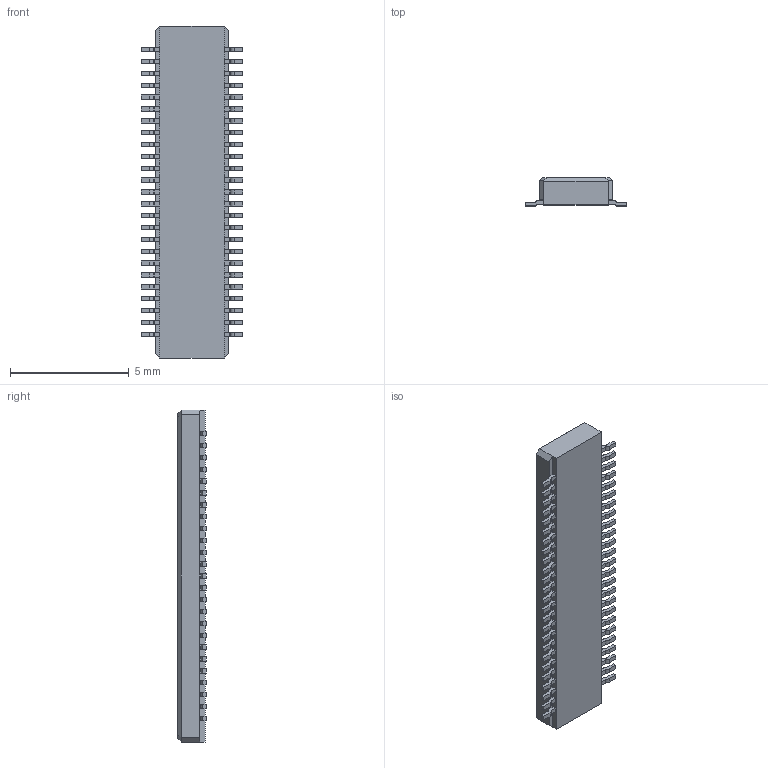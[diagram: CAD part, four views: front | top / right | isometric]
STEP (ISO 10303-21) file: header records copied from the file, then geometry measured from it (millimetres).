
FILE_DESCRIPTION(('OneSpaceDesigner STEP Export'),'2;1');
FILE_NAME('DF23C-50DP-0.5V.stp','2007-03-26T16:57:19',(''),(''),'OneSpace Designer STEP processor (Jan. 2003) for AP214(CD)(Solid Model)','OneSpace Designer 12.00 10-Sep-2003 (C) CoCreate Software GmbH','');
FILE_SCHEMA(('AUTOMOTIVE_DESIGN_CC2 {1 2 10303 214 -1 1 5 1}'));
Length unit declared in the file: millimetre
Products named in the file (1): DF23C-50DP-0.5V
Bounding box: 4.3 x 1.2 x 14 mm (x, y, z)
Volume: 28.5 mm3; surface area: 176.7 mm2
Topology: 1 solids, 1 shells, 577 faces, 1568 edges, 1044 vertices
Faces by surface type: plane 377, cylinder 100, bspline 100
Entity records: 25112 total; most frequent: CARTESIAN_POINT 11290, ORIENTED_EDGE 3136, DIRECTION 2324, EDGE_CURVE 1568, VERTEX_POINT 1044, VECTOR 968, LINE 968, AXIS2_PLACEMENT_3D 678
